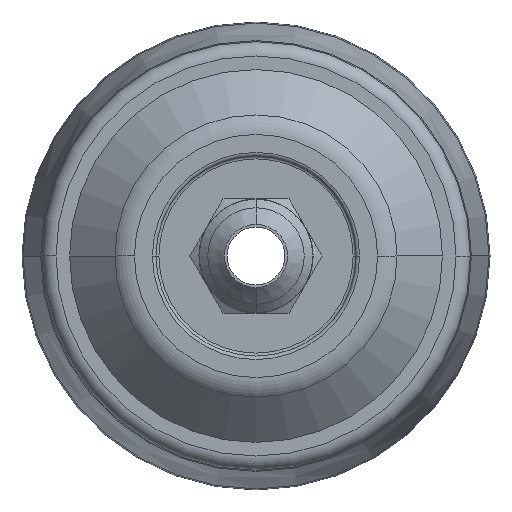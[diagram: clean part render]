
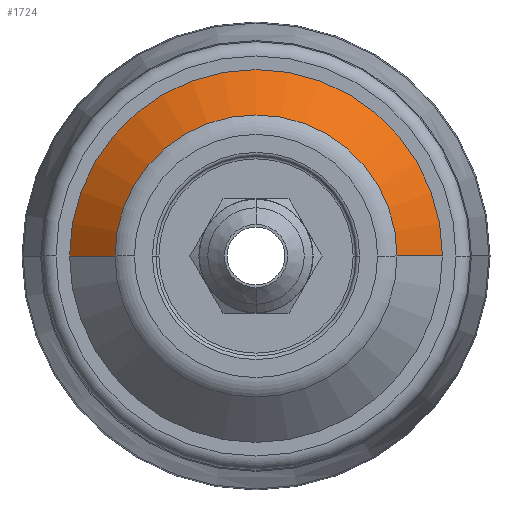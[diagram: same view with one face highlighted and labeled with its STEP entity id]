
A CAD part, left-side view. The second image highlights one B-rep face of the part: STEP entity #1724.
In plain terms, the highlighted conical face has half-angle 46.975 degrees and reference radius 26.091 mm.
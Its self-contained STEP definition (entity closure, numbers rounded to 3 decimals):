
#64 = CARTESIAN_POINT ( 'NONE',  ( -42., -26.091, 0. ) ) ;
#68 = CARTESIAN_POINT ( 'NONE',  ( -42., 26.091, 0. ) ) ;
#80 = DIRECTION ( 'NONE',  ( 0.682, -0.731, 0. ) ) ;
#587 = VERTEX_POINT ( 'NONE', #1286 ) ;
#677 = LINE ( 'NONE', #3087, #1456 ) ;
#742 = VECTOR ( 'NONE', #80, 1000. ) ;
#756 = AXIS2_PLACEMENT_3D ( 'NONE', #2176, #769, #1004 ) ;
#769 = DIRECTION ( 'NONE',  ( 1., 0., 0. ) ) ;
#803 = CARTESIAN_POINT ( 'NONE',  ( -47.924, 0., 0. ) ) ;
#957 = AXIS2_PLACEMENT_3D ( 'NONE', #2546, #2987, #2737 ) ;
#993 = CARTESIAN_POINT ( 'NONE',  ( -42., -26.091, 0. ) ) ;
#1004 = DIRECTION ( 'NONE',  ( 0., 1., 0. ) ) ;
#1109 = CIRCLE ( 'NONE', #2487, 19.744 ) ;
#1279 = DIRECTION ( 'NONE',  ( 0., -1., 0. ) ) ;
#1286 = CARTESIAN_POINT ( 'NONE',  ( -47.924, 19.744, 0. ) ) ;
#1373 = EDGE_CURVE ( 'NONE', #587, #2857, #677, .T. ) ;
#1456 = VECTOR ( 'NONE', #2363, 1000. ) ;
#1567 = CIRCLE ( 'NONE', #756, 26.091 ) ;
#1621 = LINE ( 'NONE', #64, #742 ) ;
#1678 = ORIENTED_EDGE ( 'NONE', *, *, #1905, .F. ) ;
#1724 = ADVANCED_FACE ( 'NONE', ( #2250 ), #2591, .T. ) ;
#1905 = EDGE_CURVE ( 'NONE', #2857, #2801, #1567, .T. ) ;
#2034 = ORIENTED_EDGE ( 'NONE', *, *, #2058, .T. ) ;
#2058 = EDGE_CURVE ( 'NONE', #2112, #2801, #1621, .T. ) ;
#2104 = EDGE_CURVE ( 'NONE', #587, #2112, #1109, .T. ) ;
#2112 = VERTEX_POINT ( 'NONE', #2309 ) ;
#2176 = CARTESIAN_POINT ( 'NONE',  ( -42., 0., 0. ) ) ;
#2206 = ORIENTED_EDGE ( 'NONE', *, *, #1373, .F. ) ;
#2250 = FACE_OUTER_BOUND ( 'NONE', #3043, .T. ) ;
#2309 = CARTESIAN_POINT ( 'NONE',  ( -47.924, -19.744, 0. ) ) ;
#2363 = DIRECTION ( 'NONE',  ( 0.682, 0.731, 0. ) ) ;
#2487 = AXIS2_PLACEMENT_3D ( 'NONE', #803, #2492, #1279 ) ;
#2492 = DIRECTION ( 'NONE',  ( 1., 0., 0. ) ) ;
#2546 = CARTESIAN_POINT ( 'NONE',  ( -42., 0., 0. ) ) ;
#2591 = CONICAL_SURFACE ( 'NONE', #957, 26.091, 0.82 ) ;
#2622 = ORIENTED_EDGE ( 'NONE', *, *, #2104, .T. ) ;
#2737 = DIRECTION ( 'NONE',  ( 0., 1., 0. ) ) ;
#2801 = VERTEX_POINT ( 'NONE', #993 ) ;
#2857 = VERTEX_POINT ( 'NONE', #68 ) ;
#2987 = DIRECTION ( 'NONE',  ( 1., 0., 0. ) ) ;
#3043 = EDGE_LOOP ( 'NONE', ( #2622, #2034, #1678, #2206 ) ) ;
#3087 = CARTESIAN_POINT ( 'NONE',  ( -42., 26.091, 0. ) ) ;
